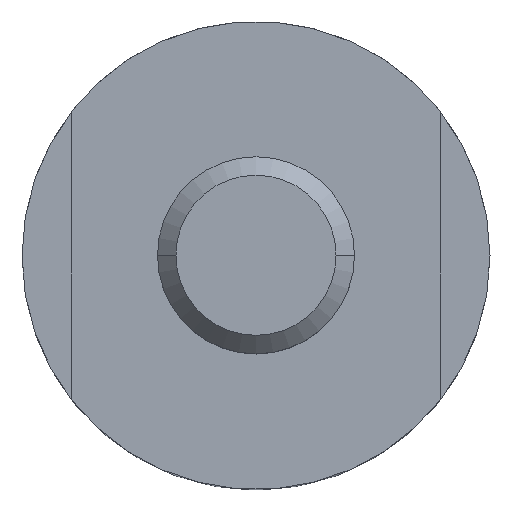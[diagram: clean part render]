
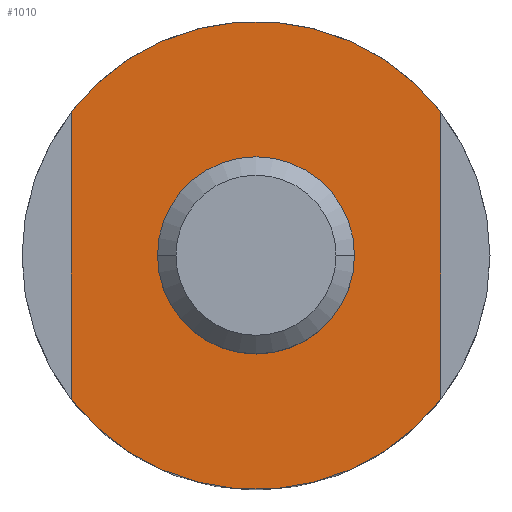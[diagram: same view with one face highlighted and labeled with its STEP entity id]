
A CAD part, top view. The second image highlights one B-rep face of the part: STEP entity #1010.
In plain terms, the highlighted planar face has unit normal (0, 0, 1).
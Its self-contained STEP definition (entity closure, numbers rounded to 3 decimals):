
#480=VERTEX_POINT('',#1396);
#490=EDGE_CURVE('',#1088,#1194,#1406,.T.);
#526=EDGE_CURVE('',#1194,#1088,#1450,.T.);
#710=VERTEX_POINT('',#1657);
#758=EDGE_CURVE('',#1326,#480,#1709,.T.);
#852=EDGE_CURVE('',#480,#710,#1813,.T.);
#976=EDGE_CURVE('',#1110,#1326,#1951,.T.);
#1010=ADVANCED_FACE('',(#1991,#1992),#1993,.T.);
#1088=VERTEX_POINT('',#2080);
#1110=VERTEX_POINT('',#2104);
#1184=EDGE_CURVE('',#710,#1110,#2191,.T.);
#1194=VERTEX_POINT('',#2202);
#1326=VERTEX_POINT('',#2352);
#1396=CARTESIAN_POINT('',(7.5,5.831,12.0));
#1406=CIRCLE('',#2430,4.);
#1450=CIRCLE('',#2482,4.);
#1657=CARTESIAN_POINT('',(-7.5,5.831,12.0));
#1709=LINE('',#2815,#2816);
#1813=CIRCLE('',#2956,9.5);
#1951=CIRCLE('',#3130,9.5);
#1991=FACE_OUTER_BOUND('',#3182,.T.);
#1992=FACE_BOUND('',#3183,.T.);
#1993=PLANE('',#3184);
#2080=CARTESIAN_POINT('',(4.,0.,12.0));
#2104=CARTESIAN_POINT('',(-7.5,-5.831,12.0));
#2191=LINE('',#3434,#3435);
#2202=CARTESIAN_POINT('',(-4.,0.,12.0));
#2352=CARTESIAN_POINT('',(7.5,-5.831,12.0));
#2430=AXIS2_PLACEMENT_3D('',#3729,#3730,#3731);
#2482=AXIS2_PLACEMENT_3D('',#3806,#3807,#3808);
#2815=CARTESIAN_POINT('',(7.5,2.915,12.0));
#2816=VECTOR('',#4150,1.0);
#2956=AXIS2_PLACEMENT_3D('',#4294,#4295,#4296);
#3130=AXIS2_PLACEMENT_3D('',#4469,#4470,#4471);
#3182=EDGE_LOOP('',(#4537,#4538,#4539,#4540));
#3183=EDGE_LOOP('',(#4541,#4542));
#3184=AXIS2_PLACEMENT_3D('',#4543,#4544,#4545);
#3434=CARTESIAN_POINT('',(-7.5,-2.915,12.0));
#3435=VECTOR('',#4845,1.0);
#3729=CARTESIAN_POINT('',(0.0,0.,12.0));
#3730=DIRECTION('',(0.0,0.0,1.0));
#3731=DIRECTION('',(-1.0,0.,0.0));
#3806=CARTESIAN_POINT('',(0.0,0.,12.0));
#3807=DIRECTION('',(0.0,0.0,1.0));
#3808=DIRECTION('',(-1.0,0.,0.0));
#4150=DIRECTION('',(0.0,1.0,0.0));
#4294=CARTESIAN_POINT('',(0.0,0.,12.0));
#4295=DIRECTION('',(0.0,0.0,1.0));
#4296=DIRECTION('',(-1.0,0.,0.0));
#4469=CARTESIAN_POINT('',(0.0,0.,12.0));
#4470=DIRECTION('',(0.0,0.0,1.0));
#4471=DIRECTION('',(-1.0,0.,0.0));
#4537=ORIENTED_EDGE('',*,*,#1184,.T.);
#4538=ORIENTED_EDGE('',*,*,#976,.T.);
#4539=ORIENTED_EDGE('',*,*,#758,.T.);
#4540=ORIENTED_EDGE('',*,*,#852,.T.);
#4541=ORIENTED_EDGE('',*,*,#526,.F.);
#4542=ORIENTED_EDGE('',*,*,#490,.F.);
#4543=CARTESIAN_POINT('',(-6.75,0.,12.0));
#4544=DIRECTION('',(0.0,0.0,1.0));
#4545=DIRECTION('',(-1.0,0.,0.0));
#4845=DIRECTION('',(0.0,-1.0,0.0));
